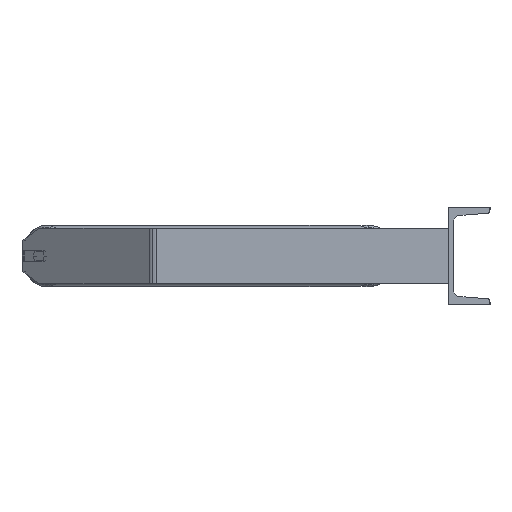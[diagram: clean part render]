
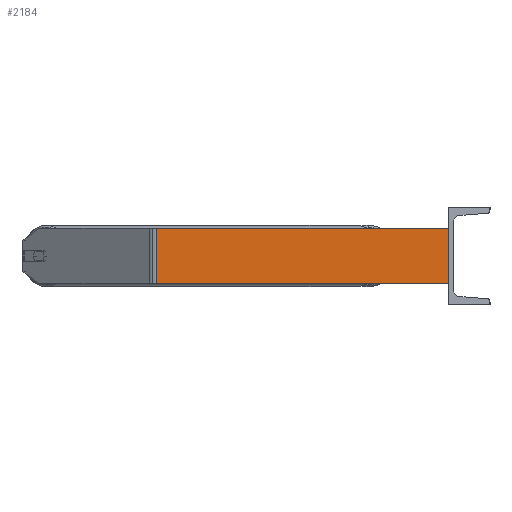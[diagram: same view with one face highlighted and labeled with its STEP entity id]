
A CAD part, left-side view. The second image highlights one B-rep face of the part: STEP entity #2184.
In plain terms, the highlighted planar face has unit normal (-1, 0, 0).
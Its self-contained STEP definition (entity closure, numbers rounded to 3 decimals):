
#12 = ORIENTED_EDGE ( 'NONE', *, *, #4473, .F. ) ;
#128 = ORIENTED_EDGE ( 'NONE', *, *, #7855, .T. ) ;
#443 = LINE ( 'NONE', #7386, #7292 ) ;
#936 = CARTESIAN_POINT ( 'NONE',  ( -1085., 424.389, 40. ) ) ;
#1153 = DIRECTION ( 'NONE',  ( 0., 0., -1. ) ) ;
#1786 = DIRECTION ( 'NONE',  ( 0., 0., -1. ) ) ;
#1805 = DIRECTION ( 'NONE',  ( 1., 0., 0. ) ) ;
#1836 = PLANE ( 'NONE',  #3615 ) ;
#1989 = ORIENTED_EDGE ( 'NONE', *, *, #5604, .T. ) ;
#2081 = CARTESIAN_POINT ( 'NONE',  ( -1085., 430.212, 40. ) ) ;
#2184 = ADVANCED_FACE ( 'NONE', ( #2428 ), #1836, .F. ) ;
#2372 = EDGE_LOOP ( 'NONE', ( #128, #12, #7705, #1989 ) ) ;
#2428 = FACE_OUTER_BOUND ( 'NONE', #2372, .T. ) ;
#3279 = VERTEX_POINT ( 'NONE', #7697 ) ;
#3561 = LINE ( 'NONE', #2081, #4389 ) ;
#3615 = AXIS2_PLACEMENT_3D ( 'NONE', #3771, #1805, #1153 ) ;
#3771 = CARTESIAN_POINT ( 'NONE',  ( -1085., 430.212, 40. ) ) ;
#3799 = LINE ( 'NONE', #936, #5086 ) ;
#4204 = CARTESIAN_POINT ( 'NONE',  ( -1085., 424.389, 40. ) ) ;
#4389 = VECTOR ( 'NONE', #4831, 1000. ) ;
#4473 = EDGE_CURVE ( 'NONE', #5759, #7501, #443, .T. ) ;
#4632 = DIRECTION ( 'NONE',  ( 0., 0., -1. ) ) ;
#4755 = CARTESIAN_POINT ( 'NONE',  ( -1085., 430.212, -40. ) ) ;
#4831 = DIRECTION ( 'NONE',  ( 0., -1., 0. ) ) ;
#4930 = CARTESIAN_POINT ( 'NONE',  ( -1085., 0., 40. ) ) ;
#5086 = VECTOR ( 'NONE', #1786, 1000. ) ;
#5131 = VERTEX_POINT ( 'NONE', #4204 ) ;
#5181 = LINE ( 'NONE', #4755, #8460 ) ;
#5604 = EDGE_CURVE ( 'NONE', #5131, #3279, #3799, .T. ) ;
#5759 = VERTEX_POINT ( 'NONE', #4930 ) ;
#6182 = DIRECTION ( 'NONE',  ( 0., -1., 0. ) ) ;
#7292 = VECTOR ( 'NONE', #4632, 1000. ) ;
#7301 = EDGE_CURVE ( 'NONE', #5131, #5759, #3561, .T. ) ;
#7386 = CARTESIAN_POINT ( 'NONE',  ( -1085., 0., 40. ) ) ;
#7501 = VERTEX_POINT ( 'NONE', #8938 ) ;
#7697 = CARTESIAN_POINT ( 'NONE',  ( -1085., 424.389, -40. ) ) ;
#7705 = ORIENTED_EDGE ( 'NONE', *, *, #7301, .F. ) ;
#7855 = EDGE_CURVE ( 'NONE', #3279, #7501, #5181, .T. ) ;
#8460 = VECTOR ( 'NONE', #6182, 1000. ) ;
#8938 = CARTESIAN_POINT ( 'NONE',  ( -1085., 0., -40. ) ) ;
